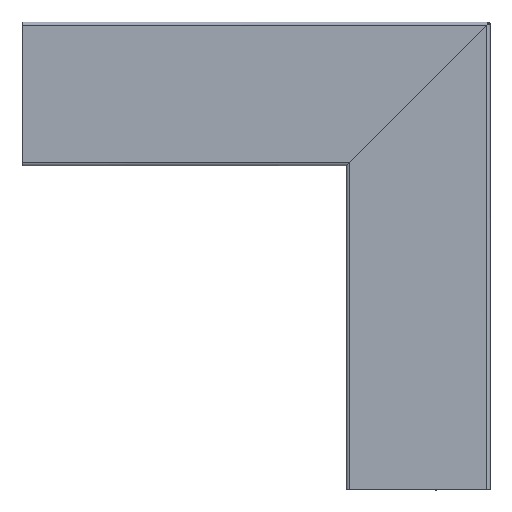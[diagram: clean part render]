
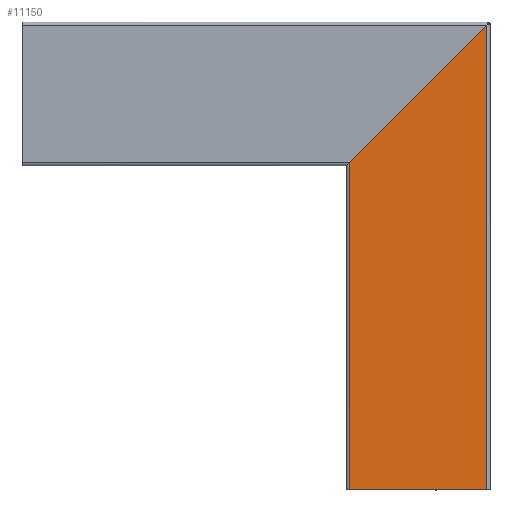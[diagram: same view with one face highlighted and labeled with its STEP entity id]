
A CAD part, front view. The second image highlights one B-rep face of the part: STEP entity #11150.
In plain terms, the highlighted planar face has unit normal (0, -1, 0).
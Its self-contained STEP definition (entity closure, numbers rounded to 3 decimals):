
#183 = CARTESIAN_POINT ( 'NONE',  ( 3., -55., 0. ) ) ;
#2426 = AXIS2_PLACEMENT_3D ( 'NONE', #3340, #13693, #5912 ) ;
#2427 = EDGE_LOOP ( 'NONE', ( #15216, #10297, #7691, #7639 ) ) ;
#2458 = EDGE_CURVE ( 'NONE', #8544, #8108, #12304, .T. ) ;
#2645 = EDGE_CURVE ( 'NONE', #8544, #3674, #8633, .T. ) ;
#2964 = VERTEX_POINT ( 'NONE', #12368 ) ;
#3340 = CARTESIAN_POINT ( 'NONE',  ( 3., -55., 864.3 ) ) ;
#3508 = CARTESIAN_POINT ( 'NONE',  ( 130., -55., 864.3 ) ) ;
#3513 = DIRECTION ( 'NONE',  ( -1., 0., 0. ) ) ;
#3674 = VERTEX_POINT ( 'NONE', #7675 ) ;
#4877 = LINE ( 'NONE', #3508, #15246 ) ;
#5178 = VECTOR ( 'NONE', #6405, 1000. ) ;
#5603 = VECTOR ( 'NONE', #3513, 1000. ) ;
#5865 = CARTESIAN_POINT ( 'NONE',  ( 3., -55., 0. ) ) ;
#5912 = DIRECTION ( 'NONE',  ( 0., 0., -1. ) ) ;
#6193 = CARTESIAN_POINT ( 'NONE',  ( 3., -55., 302.986 ) ) ;
#6405 = DIRECTION ( 'NONE',  ( 0.707, 0., 0.707 ) ) ;
#6564 = FACE_OUTER_BOUND ( 'NONE', #2427, .T. ) ;
#7284 = CARTESIAN_POINT ( 'NONE',  ( 3., -55., 864.3 ) ) ;
#7639 = ORIENTED_EDGE ( 'NONE', *, *, #14899, .F. ) ;
#7675 = CARTESIAN_POINT ( 'NONE',  ( 130., -55., 429.986 ) ) ;
#7691 = ORIENTED_EDGE ( 'NONE', *, *, #9479, .F. ) ;
#8108 = VERTEX_POINT ( 'NONE', #183 ) ;
#8544 = VERTEX_POINT ( 'NONE', #6193 ) ;
#8566 = DIRECTION ( 'NONE',  ( 0., 0., -1. ) ) ;
#8633 = LINE ( 'NONE', #15486, #5178 ) ;
#9263 = VECTOR ( 'NONE', #8566, 1000. ) ;
#9479 = EDGE_CURVE ( 'NONE', #2964, #8108, #16376, .T. ) ;
#10297 = ORIENTED_EDGE ( 'NONE', *, *, #2458, .T. ) ;
#11150 = ADVANCED_FACE ( 'NONE', ( #6564 ), #12400, .T. ) ;
#12304 = LINE ( 'NONE', #7284, #9263 ) ;
#12368 = CARTESIAN_POINT ( 'NONE',  ( 130., -55., 0. ) ) ;
#12400 = PLANE ( 'NONE',  #2426 ) ;
#12564 = DIRECTION ( 'NONE',  ( 0., 0., -1. ) ) ;
#13693 = DIRECTION ( 'NONE',  ( 0., -1., 0. ) ) ;
#14899 = EDGE_CURVE ( 'NONE', #3674, #2964, #4877, .T. ) ;
#15216 = ORIENTED_EDGE ( 'NONE', *, *, #2645, .F. ) ;
#15246 = VECTOR ( 'NONE', #12564, 1000. ) ;
#15486 = CARTESIAN_POINT ( 'NONE',  ( 283.657, -55., 583.643 ) ) ;
#16376 = LINE ( 'NONE', #5865, #5603 ) ;
